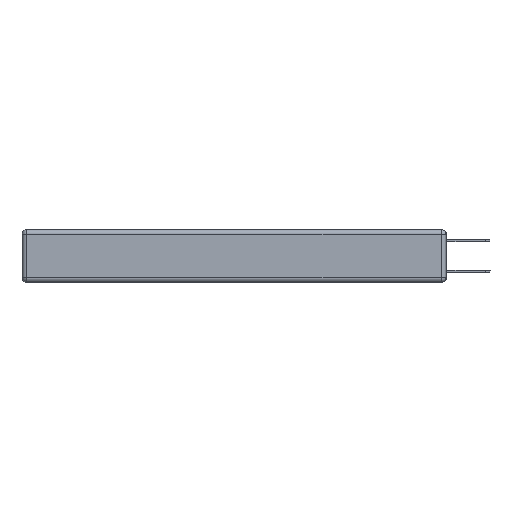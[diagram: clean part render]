
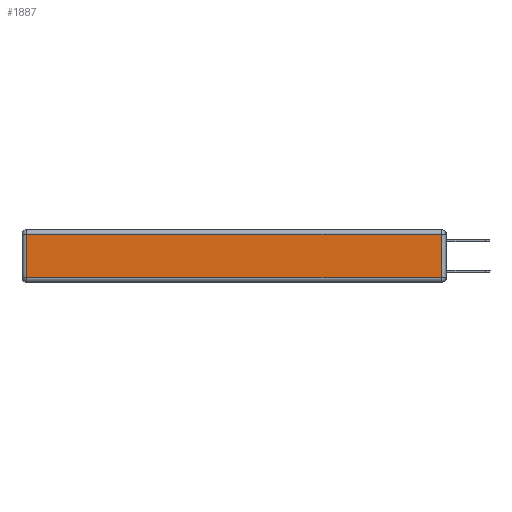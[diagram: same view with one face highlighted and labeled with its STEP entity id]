
A CAD part, left-side view. The second image highlights one B-rep face of the part: STEP entity #1887.
In plain terms, the highlighted planar face has unit normal (-1, 0, 0).
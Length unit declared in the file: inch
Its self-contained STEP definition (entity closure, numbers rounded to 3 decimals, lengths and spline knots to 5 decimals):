
#148 = CARTESIAN_POINT ( 'NONE',  ( 0., 0.03, -0.03 ) ) ;
#237 = CARTESIAN_POINT ( 'NONE',  ( 0., 0.03, -0.343 ) ) ;
#1428 = DIRECTION ( 'NONE',  ( 0., 0., 1. ) ) ;
#1887 = ADVANCED_FACE ( 'NONE', ( #5836 ), #6458, .T. ) ;
#2567 = VECTOR ( 'NONE', #7636, 39.37008 ) ;
#2950 = EDGE_CURVE ( 'NONE', #13380, #3813, #12085, .T. ) ;
#3008 = DIRECTION ( 'NONE',  ( 0., 1., 0. ) ) ;
#3213 = ORIENTED_EDGE ( 'NONE', *, *, #12791, .T. ) ;
#3813 = VERTEX_POINT ( 'NONE', #148 ) ;
#4042 = EDGE_CURVE ( 'NONE', #6383, #8617, #12924, .T. ) ;
#4273 = CARTESIAN_POINT ( 'NONE',  ( 0., 0., -0.313 ) ) ;
#4660 = CARTESIAN_POINT ( 'NONE',  ( 0., 0.03, -0.313 ) ) ;
#5624 = VECTOR ( 'NONE', #1428, 39.37008 ) ;
#5836 = FACE_OUTER_BOUND ( 'NONE', #9089, .T. ) ;
#6333 = CARTESIAN_POINT ( 'NONE',  ( 0., 2.72, -0.03 ) ) ;
#6355 = DIRECTION ( 'NONE',  ( -1., 0., 0. ) ) ;
#6383 = VERTEX_POINT ( 'NONE', #6333 ) ;
#6458 = PLANE ( 'NONE',  #12990 ) ;
#7388 = LINE ( 'NONE', #4273, #2567 ) ;
#7636 = DIRECTION ( 'NONE',  ( 0., -1., 0. ) ) ;
#8253 = VECTOR ( 'NONE', #10120, 39.37008 ) ;
#8617 = VERTEX_POINT ( 'NONE', #8724 ) ;
#8724 = CARTESIAN_POINT ( 'NONE',  ( 0., 2.72, -0.313 ) ) ;
#9089 = EDGE_LOOP ( 'NONE', ( #3213, #13514, #10421, #11446 ) ) ;
#9928 = DIRECTION ( 'NONE',  ( 0., 0., 1. ) ) ;
#10120 = DIRECTION ( 'NONE',  ( 0., 0., -1. ) ) ;
#10421 = ORIENTED_EDGE ( 'NONE', *, *, #13018, .T. ) ;
#10934 = CARTESIAN_POINT ( 'NONE',  ( 0., 0., -0.343 ) ) ;
#11446 = ORIENTED_EDGE ( 'NONE', *, *, #4042, .T. ) ;
#11658 = VECTOR ( 'NONE', #3008, 39.37008 ) ;
#12085 = LINE ( 'NONE', #237, #5624 ) ;
#12212 = LINE ( 'NONE', #13313, #11658 ) ;
#12532 = CARTESIAN_POINT ( 'NONE',  ( 0., 2.72, -0.343 ) ) ;
#12791 = EDGE_CURVE ( 'NONE', #8617, #13380, #7388, .T. ) ;
#12924 = LINE ( 'NONE', #12532, #8253 ) ;
#12990 = AXIS2_PLACEMENT_3D ( 'NONE', #10934, #6355, #9928 ) ;
#13018 = EDGE_CURVE ( 'NONE', #3813, #6383, #12212, .T. ) ;
#13313 = CARTESIAN_POINT ( 'NONE',  ( 0., 2.75, -0.03 ) ) ;
#13380 = VERTEX_POINT ( 'NONE', #4660 ) ;
#13514 = ORIENTED_EDGE ( 'NONE', *, *, #2950, .T. ) ;
